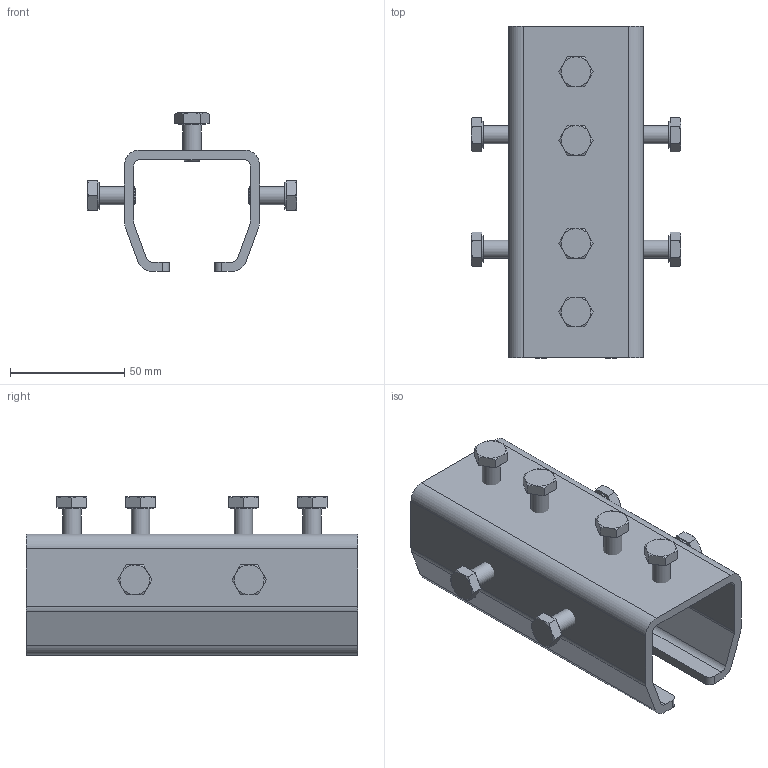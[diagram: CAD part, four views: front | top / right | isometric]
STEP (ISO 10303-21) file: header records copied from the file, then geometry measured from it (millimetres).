
FILE_DESCRIPTION(/* description */ (''),/* implementation_level */ '2;1');
FILE_NAME(/* name */ '9041MXA4.stp',/* time_stamp */ '2019-08-23T08:56:37+02:00',/* author */ ('Didierr'),/* organization */ (''),/* preprocessor_version */ 'ST-DEVELOPER v17.2',/* originating_system */ 'Autodesk Inventor 2019',/* authorisation */ '');
FILE_SCHEMA (('AUTOMOTIVE_DESIGN { 1 0 10303 214 3 1 1 }'));
Length unit declared in the file: millimetre
Products named in the file (3): 9041MXA4; 18368; 04664
Assembly tree (9 placements, depth 2):
  9041MXA4
    18368
    04664  x8
Bounding box: 91.6 x 145 x 69.3 mm (x, y, z)
Volume: 110834.7 mm3; surface area: 59504.1 mm2
Topology: 9 solids, 9 shells, 277 faces, 672 edges, 442 vertices
Faces by surface type: plane 167, cone 56, cylinder 52, bspline 2
Full cylindrical faces by diameter (mm): 1.151 x1, 1.25 x1, 6.647 x8, 8 x8, 11.63 x8
Entity records: 4645 total; most frequent: CARTESIAN_POINT 829, DIRECTION 763, ORIENTED_EDGE 756, EDGE_CURVE 378, LINE 269, VECTOR 269, VERTEX_POINT 253, AXIS2_PLACEMENT_3D 247
